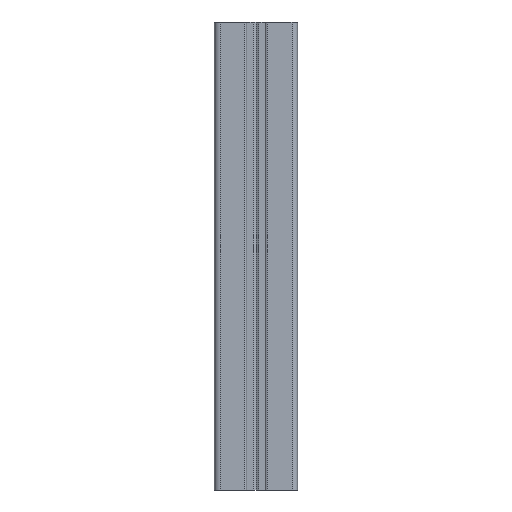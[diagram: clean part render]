
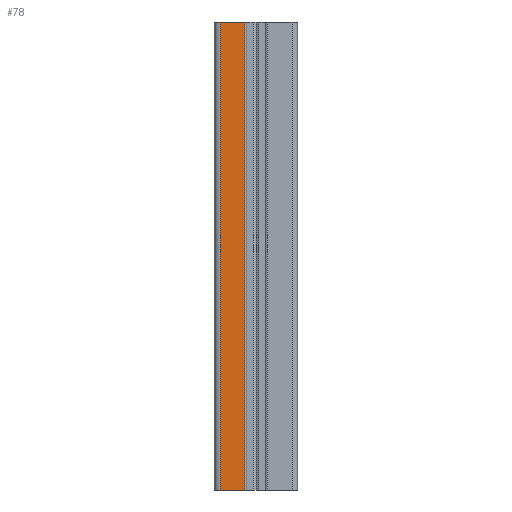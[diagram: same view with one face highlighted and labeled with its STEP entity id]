
A CAD part, left-side view. The second image highlights one B-rep face of the part: STEP entity #78.
In plain terms, the highlighted planar face has unit normal (-1, 0, 0).
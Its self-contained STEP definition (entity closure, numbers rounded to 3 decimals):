
#78 = ADVANCED_FACE( '', ( #155 ), #156, .F. );
#155 = FACE_OUTER_BOUND( '', #300, .T. );
#156 = PLANE( '', #301 );
#300 = EDGE_LOOP( '', ( #521, #522, #523, #524 ) );
#301 = AXIS2_PLACEMENT_3D( '', #525, #526, #527 );
#521 = ORIENTED_EDGE( '', *, *, #1135, .T. );
#522 = ORIENTED_EDGE( '', *, *, #1136, .F. );
#523 = ORIENTED_EDGE( '', *, *, #1067, .F. );
#524 = ORIENTED_EDGE( '', *, *, #1063, .T. );
#525 = CARTESIAN_POINT( '', ( -7.5, 6.5, 84.5 ) );
#526 = DIRECTION( '', ( 1., 0., 0. ) );
#527 = DIRECTION( '', ( 0., 0., -1. ) );
#1063 = EDGE_CURVE( '', #1271, #1269, #1272, .T. );
#1067 = EDGE_CURVE( '', #1271, #1278, #1279, .T. );
#1135 = EDGE_CURVE( '', #1269, #1413, #1414, .T. );
#1136 = EDGE_CURVE( '', #1278, #1413, #1415, .T. );
#1269 = VERTEX_POINT( '', #1613 );
#1271 = VERTEX_POINT( '', #1615 );
#1272 = LINE( '', #1616, #1617 );
#1278 = VERTEX_POINT( '', #1624 );
#1279 = LINE( '', #1625, #1626 );
#1413 = VERTEX_POINT( '', #1815 );
#1414 = LINE( '', #1816, #1817 );
#1415 = LINE( '', #1818, #1819 );
#1613 = CARTESIAN_POINT( '', ( -7.5, 6.5, 0. ) );
#1615 = CARTESIAN_POINT( '', ( -7.5, 6.5, 84.5 ) );
#1616 = CARTESIAN_POINT( '', ( -7.5, 6.5, 84.5 ) );
#1617 = VECTOR( '', #2139, 1000. );
#1624 = CARTESIAN_POINT( '', ( -7.5, 2., 84.5 ) );
#1625 = CARTESIAN_POINT( '', ( -7.5, 6.5, 84.5 ) );
#1626 = VECTOR( '', #2147, 1000. );
#1815 = CARTESIAN_POINT( '', ( -7.5, 2., 0. ) );
#1816 = CARTESIAN_POINT( '', ( -7.5, 6.5, 0. ) );
#1817 = VECTOR( '', #2239, 1000. );
#1818 = CARTESIAN_POINT( '', ( -7.5, 2., 84.5 ) );
#1819 = VECTOR( '', #2240, 1000. );
#2139 = DIRECTION( '', ( 0., 0., -1. ) );
#2147 = DIRECTION( '', ( 0., -1., 0. ) );
#2239 = DIRECTION( '', ( 0., -1., 0. ) );
#2240 = DIRECTION( '', ( 0., 0., -1. ) );
